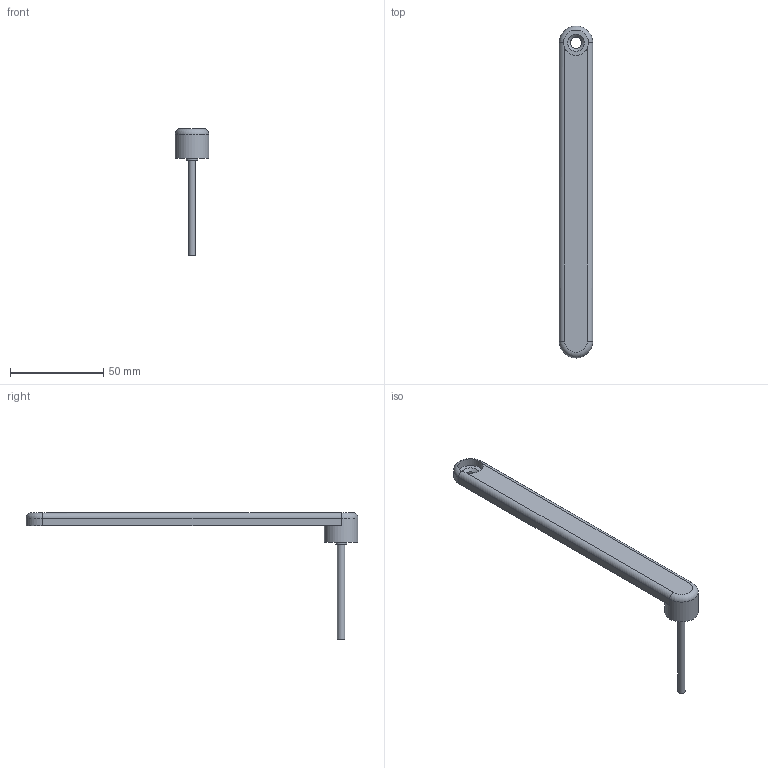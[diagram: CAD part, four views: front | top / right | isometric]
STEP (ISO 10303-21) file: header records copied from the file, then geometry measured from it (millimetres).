
FILE_DESCRIPTION(/* description */ (''),/* implementation_level */ '2;1');
FILE_NAME(/* name */ 'Arm - stabilizer linkage v3.step',/* time_stamp */ '2022-05-20T11:02:25-04:00',/* author */ (''),/* organization */ (''),/* preprocessor_version */ 'ST-DEVELOPER v18.1',/* originating_system */ 'Autodesk Translation Framework v10.14.0.1471',/* authorisation */ '');
FILE_SCHEMA (('AUTOMOTIVE_DESIGN { 1 0 10303 214 3 1 1 }'));
Length unit declared in the file: millimetre
Products named in the file (1): Arm - stabilizer linkage
Bounding box: 18 x 178 x 68 mm (x, y, z)
Volume: 23442.5 mm3; surface area: 9749.9 mm2
Topology: 1 solids, 1 shells, 19 faces, 38 edges, 23 vertices
Faces by surface type: plane 8, cylinder 8, torus 2, cone 1
Full cylindrical faces by diameter (mm): 4 x1, 6 x2, 13.5 x1, 18 x1
Entity records: 539 total; most frequent: DIRECTION 96, CARTESIAN_POINT 91, ORIENTED_EDGE 76, AXIS2_PLACEMENT_3D 40, EDGE_CURVE 38, EDGE_LOOP 23, VERTEX_POINT 23, CIRCLE 20
